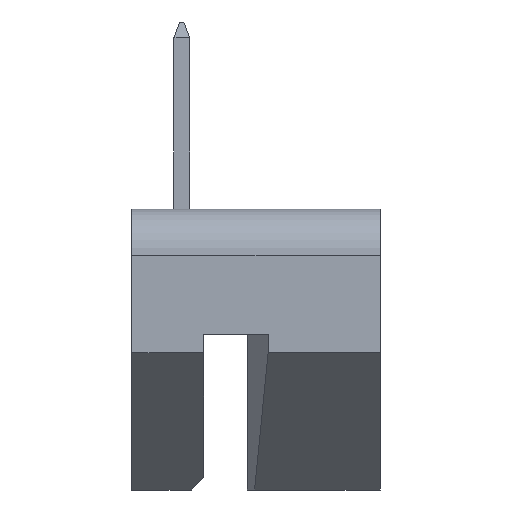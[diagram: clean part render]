
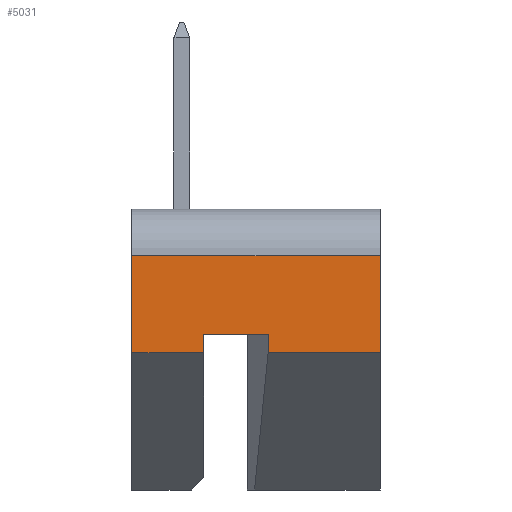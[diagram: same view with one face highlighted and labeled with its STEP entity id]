
A CAD part, left-side view. The second image highlights one B-rep face of the part: STEP entity #5031.
In plain terms, the highlighted planar face has unit normal (-1, 0, 0).
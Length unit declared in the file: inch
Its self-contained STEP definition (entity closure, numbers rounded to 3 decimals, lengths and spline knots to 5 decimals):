
#115 = CARTESIAN_POINT ( 'NONE',  ( -0.524, 0., 1.0645 ) ) ;
#132 = CARTESIAN_POINT ( 'NONE',  ( -0.524, 0.283, 1.017 ) ) ;
#157 = VERTEX_POINT ( 'NONE', #547 ) ;
#225 = LINE ( 'NONE', #8766, #4041 ) ;
#547 = CARTESIAN_POINT ( 'NONE',  ( -0.524, 0., 0.987 ) ) ;
#594 = CARTESIAN_POINT ( 'NONE',  ( -0.524, 0.398, 1.142 ) ) ;
#841 = EDGE_CURVE ( 'NONE', #5116, #5469, #7169, .T. ) ;
#899 = ORIENTED_EDGE ( 'NONE', *, *, #9511, .T. ) ;
#998 = CARTESIAN_POINT ( 'NONE',  ( -0.524, 0., 0.987 ) ) ;
#1721 = VECTOR ( 'NONE', #8636, 39.37008 ) ;
#1741 = CARTESIAN_POINT ( 'NONE',  ( -0.524, 0.199, 1.017 ) ) ;
#1848 = DIRECTION ( 'NONE',  ( 0., 0., 1. ) ) ;
#2074 = VECTOR ( 'NONE', #4833, 39.37008 ) ;
#2191 = CARTESIAN_POINT ( 'NONE',  ( -0.524, 0.1795, 0.987 ) ) ;
#2462 = DIRECTION ( 'NONE',  ( 0., -1., 0. ) ) ;
#2550 = VECTOR ( 'NONE', #6664, 39.37008 ) ;
#2667 = VERTEX_POINT ( 'NONE', #594 ) ;
#2735 = ORIENTED_EDGE ( 'NONE', *, *, #3942, .T. ) ;
#2915 = EDGE_CURVE ( 'NONE', #5469, #3394, #5305, .T. ) ;
#3071 = CARTESIAN_POINT ( 'NONE',  ( -0.524, 0.283, 0.902 ) ) ;
#3355 = CARTESIAN_POINT ( 'NONE',  ( -0.524, 0.199, 0.987 ) ) ;
#3394 = VERTEX_POINT ( 'NONE', #6090 ) ;
#3482 = VECTOR ( 'NONE', #5377, 39.37008 ) ;
#3564 = PLANE ( 'NONE',  #6927 ) ;
#3942 = EDGE_CURVE ( 'NONE', #157, #7665, #7168, .T. ) ;
#4041 = VECTOR ( 'NONE', #4468, 39.37008 ) ;
#4309 = DIRECTION ( 'NONE',  ( 0., 1., 0. ) ) ;
#4415 = VERTEX_POINT ( 'NONE', #2191 ) ;
#4468 = DIRECTION ( 'NONE',  ( 0., 0., -1. ) ) ;
#4714 = FACE_OUTER_BOUND ( 'NONE', #7180, .T. ) ;
#4716 = CARTESIAN_POINT ( 'NONE',  ( -0.524, 0., 1.142 ) ) ;
#4772 = ORIENTED_EDGE ( 'NONE', *, *, #5493, .T. ) ;
#4833 = DIRECTION ( 'NONE',  ( 0., 0., 1. ) ) ;
#5031 = ADVANCED_FACE ( 'NONE', ( #4714 ), #3564, .T. ) ;
#5116 = VERTEX_POINT ( 'NONE', #9649 ) ;
#5179 = CARTESIAN_POINT ( 'NONE',  ( -0.524, 0.199, 1.142 ) ) ;
#5305 = LINE ( 'NONE', #1741, #1721 ) ;
#5377 = DIRECTION ( 'NONE',  ( 0., 0., -1. ) ) ;
#5433 = ORIENTED_EDGE ( 'NONE', *, *, #8496, .T. ) ;
#5469 = VERTEX_POINT ( 'NONE', #132 ) ;
#5475 = CARTESIAN_POINT ( 'NONE',  ( -0.524, 0.398, 0.987 ) ) ;
#5493 = EDGE_CURVE ( 'NONE', #2667, #10535, #10534, .T. ) ;
#5815 = LINE ( 'NONE', #7470, #2550 ) ;
#5922 = EDGE_CURVE ( 'NONE', #7665, #2667, #11030, .T. ) ;
#6090 = CARTESIAN_POINT ( 'NONE',  ( -0.524, 0.1795, 1.017 ) ) ;
#6195 = DIRECTION ( 'NONE',  ( 0., 0., 1. ) ) ;
#6659 = ORIENTED_EDGE ( 'NONE', *, *, #7017, .T. ) ;
#6664 = DIRECTION ( 'NONE',  ( 0., -1., 0. ) ) ;
#6927 = AXIS2_PLACEMENT_3D ( 'NONE', #998, #7038, #1848 ) ;
#7017 = EDGE_CURVE ( 'NONE', #4415, #157, #5815, .T. ) ;
#7038 = DIRECTION ( 'NONE',  ( -1., 0., 0. ) ) ;
#7168 = LINE ( 'NONE', #115, #7992 ) ;
#7169 = LINE ( 'NONE', #3071, #2074 ) ;
#7180 = EDGE_LOOP ( 'NONE', ( #9186, #11077, #5433, #6659, #2735, #9155, #4772, #899 ) ) ;
#7470 = CARTESIAN_POINT ( 'NONE',  ( -0.524, 0.199, 0.987 ) ) ;
#7665 = VERTEX_POINT ( 'NONE', #4716 ) ;
#7986 = LINE ( 'NONE', #3355, #11170 ) ;
#7992 = VECTOR ( 'NONE', #6195, 39.37008 ) ;
#8496 = EDGE_CURVE ( 'NONE', #3394, #4415, #225, .T. ) ;
#8636 = DIRECTION ( 'NONE',  ( 0., -1., 0. ) ) ;
#8766 = CARTESIAN_POINT ( 'NONE',  ( -0.524, 0.1795, 0.892 ) ) ;
#9155 = ORIENTED_EDGE ( 'NONE', *, *, #5922, .T. ) ;
#9186 = ORIENTED_EDGE ( 'NONE', *, *, #841, .T. ) ;
#9511 = EDGE_CURVE ( 'NONE', #10535, #5116, #7986, .T. ) ;
#9637 = CARTESIAN_POINT ( 'NONE',  ( -0.524, 0.398, 0.987 ) ) ;
#9649 = CARTESIAN_POINT ( 'NONE',  ( -0.524, 0.283, 0.987 ) ) ;
#10534 = LINE ( 'NONE', #9637, #3482 ) ;
#10535 = VERTEX_POINT ( 'NONE', #5475 ) ;
#10965 = VECTOR ( 'NONE', #4309, 39.37008 ) ;
#11030 = LINE ( 'NONE', #5179, #10965 ) ;
#11077 = ORIENTED_EDGE ( 'NONE', *, *, #2915, .T. ) ;
#11170 = VECTOR ( 'NONE', #2462, 39.37008 ) ;
